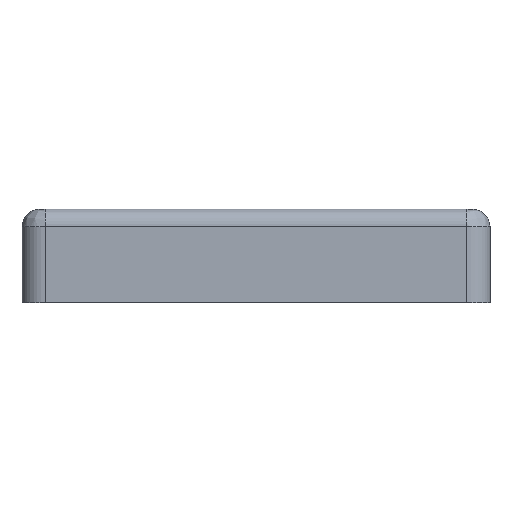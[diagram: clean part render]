
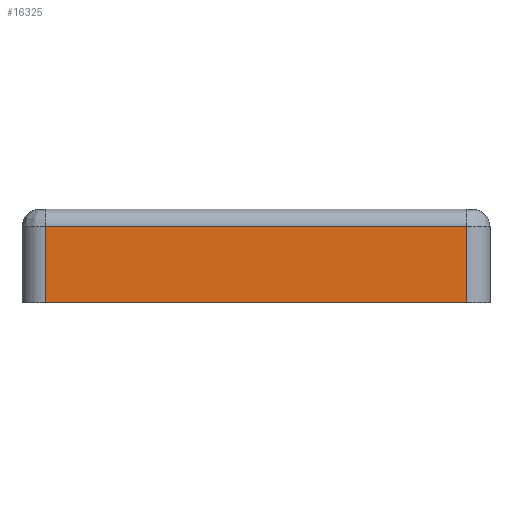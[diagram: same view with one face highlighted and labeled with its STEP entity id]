
A CAD part, front view. The second image highlights one B-rep face of the part: STEP entity #16325.
In plain terms, the highlighted planar face has unit normal (0, -1, 0).
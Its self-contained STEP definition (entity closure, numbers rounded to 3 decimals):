
#587 = VECTOR ( 'NONE', #7958, 1000. ) ;
#1265 = ORIENTED_EDGE ( 'NONE', *, *, #3264, .F. ) ;
#1275 = CARTESIAN_POINT ( 'NONE',  ( -36., -40., 13. ) ) ;
#2015 = CARTESIAN_POINT ( 'NONE',  ( 36., -40., 13. ) ) ;
#2369 = VERTEX_POINT ( 'NONE', #11291 ) ;
#2871 = EDGE_LOOP ( 'NONE', ( #9479, #1265, #5022, #15572 ) ) ;
#3264 = EDGE_CURVE ( 'NONE', #5675, #7210, #4950, .T. ) ;
#3640 = DIRECTION ( 'NONE',  ( 0., 0., -1. ) ) ;
#3925 = EDGE_CURVE ( 'NONE', #2369, #5675, #7297, .T. ) ;
#4682 = AXIS2_PLACEMENT_3D ( 'NONE', #6528, #15344, #7796 ) ;
#4950 = LINE ( 'NONE', #10777, #10840 ) ;
#5022 = ORIENTED_EDGE ( 'NONE', *, *, #3925, .F. ) ;
#5426 = CARTESIAN_POINT ( 'NONE',  ( -40., -40., 0. ) ) ;
#5675 = VERTEX_POINT ( 'NONE', #15298 ) ;
#6334 = VERTEX_POINT ( 'NONE', #2015 ) ;
#6528 = CARTESIAN_POINT ( 'NONE',  ( 40., -40., 16. ) ) ;
#7018 = DIRECTION ( 'NONE',  ( 0., 0., 1. ) ) ;
#7210 = VERTEX_POINT ( 'NONE', #1275 ) ;
#7297 = LINE ( 'NONE', #5426, #587 ) ;
#7796 = DIRECTION ( 'NONE',  ( 0., 0., 1. ) ) ;
#7958 = DIRECTION ( 'NONE',  ( -1., 0., 0. ) ) ;
#8030 = EDGE_CURVE ( 'NONE', #6334, #2369, #9037, .T. ) ;
#9037 = LINE ( 'NONE', #16251, #11943 ) ;
#9479 = ORIENTED_EDGE ( 'NONE', *, *, #10026, .F. ) ;
#10026 = EDGE_CURVE ( 'NONE', #7210, #6334, #15776, .T. ) ;
#10777 = CARTESIAN_POINT ( 'NONE',  ( -36., -40., 16. ) ) ;
#10840 = VECTOR ( 'NONE', #7018, 1000. ) ;
#11291 = CARTESIAN_POINT ( 'NONE',  ( 36., -40., 0. ) ) ;
#11943 = VECTOR ( 'NONE', #3640, 1000. ) ;
#12360 = PLANE ( 'NONE',  #4682 ) ;
#15014 = CARTESIAN_POINT ( 'NONE',  ( -40., -40., 13. ) ) ;
#15298 = CARTESIAN_POINT ( 'NONE',  ( -36., -40., 0. ) ) ;
#15344 = DIRECTION ( 'NONE',  ( 0., 1., 0. ) ) ;
#15408 = VECTOR ( 'NONE', #16275, 1000. ) ;
#15572 = ORIENTED_EDGE ( 'NONE', *, *, #8030, .F. ) ;
#15776 = LINE ( 'NONE', #15014, #15408 ) ;
#16251 = CARTESIAN_POINT ( 'NONE',  ( 36., -40., 16. ) ) ;
#16275 = DIRECTION ( 'NONE',  ( 1., 0., 0. ) ) ;
#16324 = FACE_OUTER_BOUND ( 'NONE', #2871, .T. ) ;
#16325 = ADVANCED_FACE ( 'NONE', ( #16324 ), #12360, .F. ) ;
